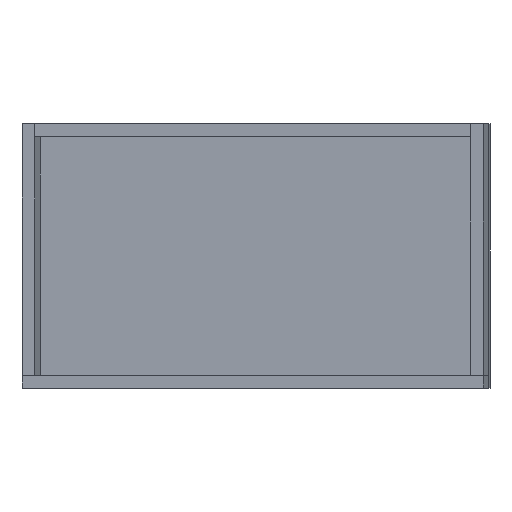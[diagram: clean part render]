
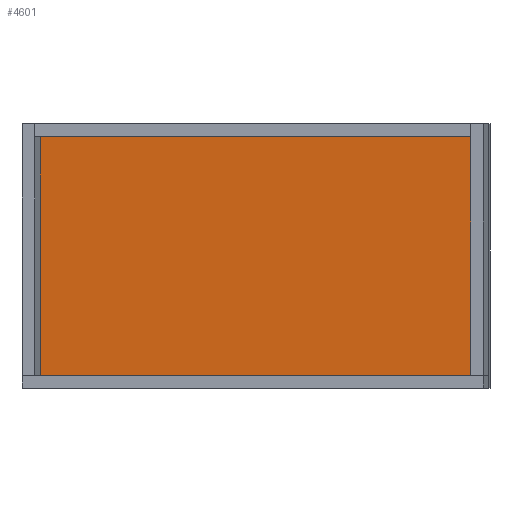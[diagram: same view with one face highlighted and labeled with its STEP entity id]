
A CAD part, top view. The second image highlights one B-rep face of the part: STEP entity #4601.
In plain terms, the highlighted planar face has unit normal (-0.11, 0, 0.994).
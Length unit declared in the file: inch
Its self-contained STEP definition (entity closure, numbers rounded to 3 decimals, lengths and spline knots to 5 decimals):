
#753=FACE_OUTER_BOUND('',#1115,.T.);
#1115=EDGE_LOOP('',(#3209,#3210,#3211,#3212));
#1503=LINE('',#7749,#1807);
#1507=LINE('',#7756,#1811);
#1508=LINE('',#7759,#1812);
#1509=LINE('',#7760,#1813);
#1807=VECTOR('',#5994,0.3937);
#1811=VECTOR('',#6000,0.3937);
#1812=VECTOR('',#6003,0.3937);
#1813=VECTOR('',#6004,0.3937);
#2095=VERTEX_POINT('',#7746);
#2096=VERTEX_POINT('',#7748);
#2098=VERTEX_POINT('',#7754);
#2099=VERTEX_POINT('',#7758);
#2519=EDGE_CURVE('',#2095,#2096,#1503,.T.);
#2523=EDGE_CURVE('',#2095,#2098,#1507,.T.);
#2524=EDGE_CURVE('',#2099,#2098,#1508,.T.);
#2525=EDGE_CURVE('',#2096,#2099,#1509,.T.);
#3209=ORIENTED_EDGE('',*,*,#2523,.T.);
#3210=ORIENTED_EDGE('',*,*,#2524,.F.);
#3211=ORIENTED_EDGE('',*,*,#2525,.F.);
#3212=ORIENTED_EDGE('',*,*,#2519,.F.);
#4403=PLANE('',#5191);
#4601=ADVANCED_FACE('',(#753),#4403,.T.);
#5191=AXIS2_PLACEMENT_3D('',#7757,#6001,#6002);
#5994=DIRECTION('',(-0.994,0.,-0.11));
#6000=DIRECTION('',(0.,1.,0.));
#6001=DIRECTION('center_axis',(-0.11,0.,0.994));
#6002=DIRECTION('ref_axis',(0.994,0.,0.11));
#6003=DIRECTION('',(0.994,0.,0.11));
#6004=DIRECTION('',(0.,1.,0.));
#7746=CARTESIAN_POINT('',(22.64271,-14.75,13.27047));
#7748=CARTESIAN_POINT('',(-4.80836,-14.75,10.22035));
#7749=CARTESIAN_POINT('',(-0.08282,-14.75,10.74541));
#7754=CARTESIAN_POINT('',(22.64271,1.,13.27047));
#7756=CARTESIAN_POINT('',(22.64271,0.,13.27047));
#7757=CARTESIAN_POINT('Origin',(-4.80836,0.,10.22035));
#7758=CARTESIAN_POINT('',(-4.80836,1.,10.22035));
#7759=CARTESIAN_POINT('',(-0.08282,1.,10.74541));
#7760=CARTESIAN_POINT('',(-4.80836,0.,10.22035));
